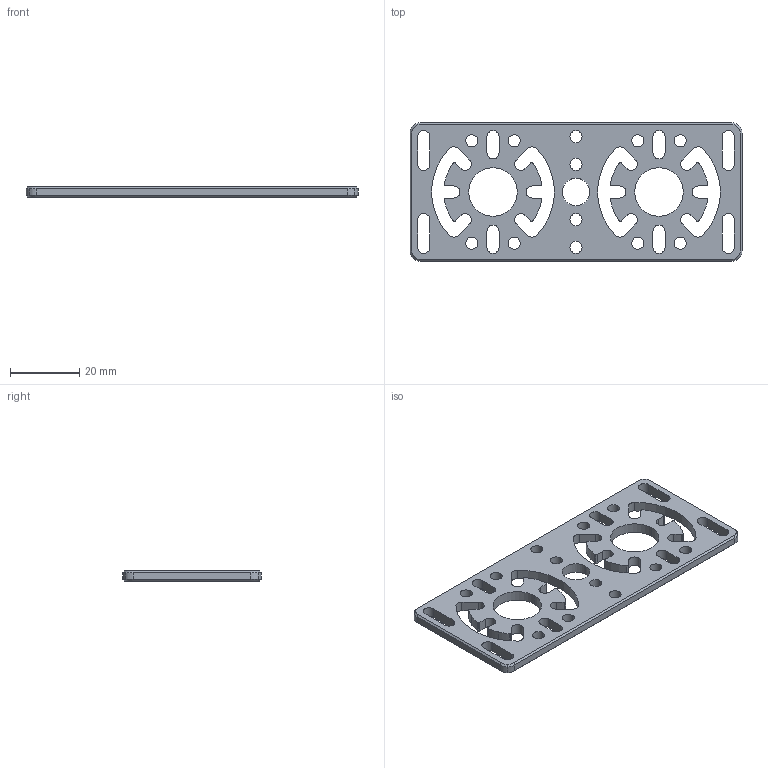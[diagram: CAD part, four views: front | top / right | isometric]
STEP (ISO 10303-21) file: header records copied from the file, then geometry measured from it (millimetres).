
FILE_DESCRIPTION (( 'STEP AP214' ), '1' );
FILE_NAME ('76083-96mm-adjustable-bracket.STEP', '2021-07-06T16:05:55', ( '' ), ( '' ), 'SwSTEP 2.0', 'SolidWorks 2021', '' );
FILE_SCHEMA (( 'AUTOMOTIVE_DESIGN' ));
Length unit declared in the file: millimetre
Products named in the file (1): 76083-96mm-adjustable-bracket
Bounding box: 96 x 40 x 3 mm (x, y, z)
Volume: 7515.6 mm3; surface area: 8019.4 mm2
Topology: 1 solids, 1 shells, 194 faces, 552 edges, 360 vertices
Faces by surface type: cylinder 124, plane 54, cone 16
Entity records: 6550 total; most frequent: DIRECTION 1206, CARTESIAN_POINT 1107, ORIENTED_EDGE 1104, EDGE_CURVE 552, AXIS2_PLACEMENT_3D 459, VERTEX_POINT 360, LINE 288, VECTOR 288
